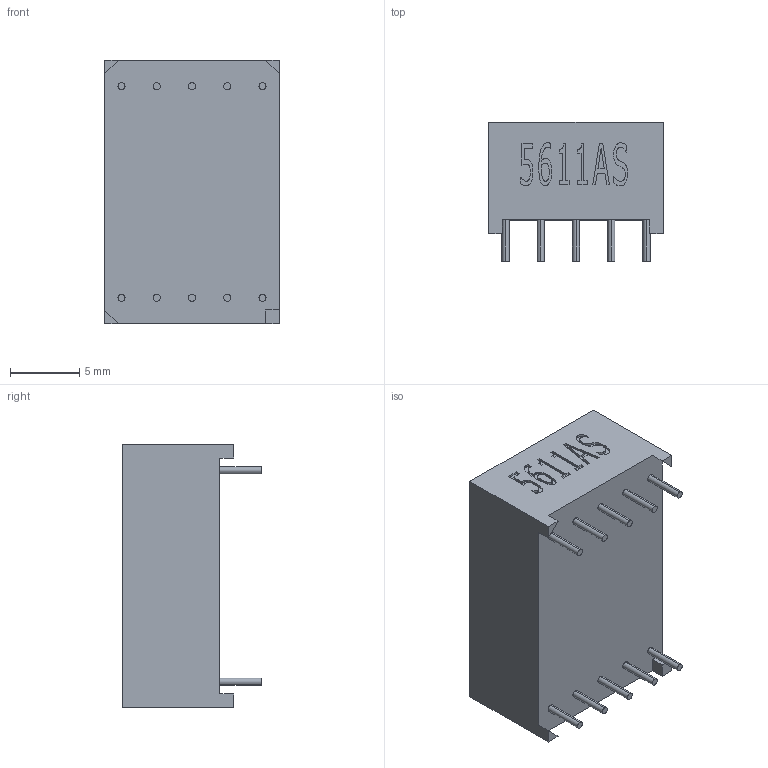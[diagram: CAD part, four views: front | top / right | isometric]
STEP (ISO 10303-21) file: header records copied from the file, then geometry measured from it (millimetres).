
FILE_DESCRIPTION (( 'STEP AP214' ), '1' );
FILE_NAME ('Led 7 Segment 5611AS Red CC.STEP', '2022-10-30T09:03:19', ( '' ), ( '' ), 'SwSTEP 2.0', 'SolidWorks 2022', '' );
FILE_SCHEMA (( 'AUTOMOTIVE_DESIGN' ));
Length unit declared in the file: millimetre
Products named in the file (1): Led 7 Segment 5611AS Red CC
Bounding box: 12.6 x 10 x 19 mm (x, y, z)
Volume: 1680.6 mm3; surface area: 1001.7 mm2
Topology: 11 solids, 11 shells, 201 faces, 489 edges, 326 vertices
Faces by surface type: plane 125, bspline 50, cylinder 26
Entity records: 9795 total; most frequent: CARTESIAN_POINT 3067, ORIENTED_EDGE 978, DIRECTION 745, EDGE_CURVE 489, LINE 337, VECTOR 337, VERTEX_POINT 326, EDGE_LOOP 217
